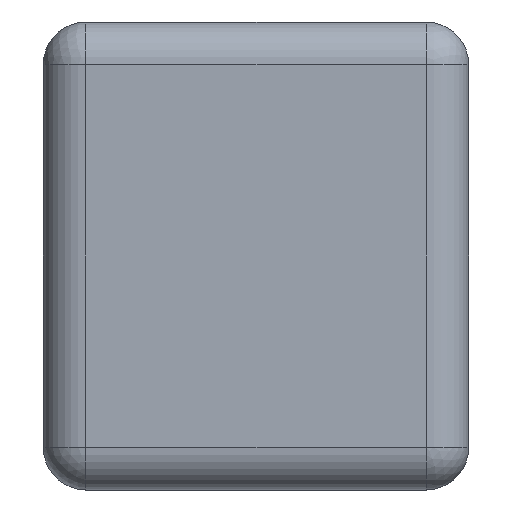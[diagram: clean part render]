
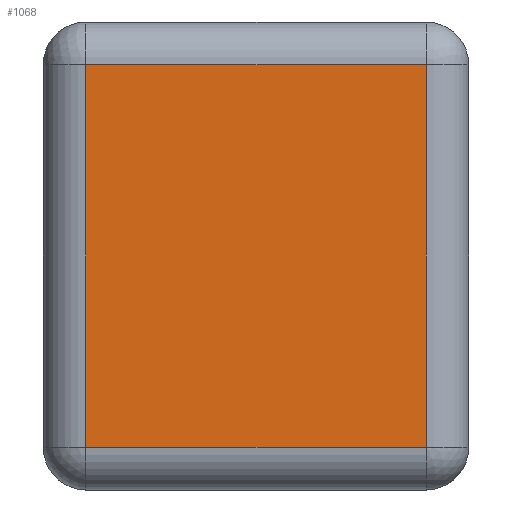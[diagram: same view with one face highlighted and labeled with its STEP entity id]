
A CAD part, left-side view. The second image highlights one B-rep face of the part: STEP entity #1068.
In plain terms, the highlighted planar face has unit normal (-1, 0, 0).
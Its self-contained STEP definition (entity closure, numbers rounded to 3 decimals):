
#48=PLANE('',#1241);
#131=FACE_OUTER_BOUND('',#207,.T.);
#207=EDGE_LOOP('',(#956,#957,#958,#959));
#263=LINE('',#1948,#327);
#265=LINE('',#1951,#329);
#267=LINE('',#1954,#331);
#271=LINE('',#1960,#335);
#327=VECTOR('',#1599,10.);
#329=VECTOR('',#1603,10.);
#331=VECTOR('',#1607,10.);
#335=VECTOR('',#1615,10.);
#486=VERTEX_POINT('',#1881);
#488=VERTEX_POINT('',#1887);
#492=VERTEX_POINT('',#1898);
#497=VERTEX_POINT('',#1916);
#647=EDGE_CURVE('',#492,#497,#263,.T.);
#649=EDGE_CURVE('',#497,#488,#265,.T.);
#651=EDGE_CURVE('',#486,#492,#267,.T.);
#655=EDGE_CURVE('',#488,#486,#271,.T.);
#956=ORIENTED_EDGE('',*,*,#647,.F.);
#957=ORIENTED_EDGE('',*,*,#651,.F.);
#958=ORIENTED_EDGE('',*,*,#655,.F.);
#959=ORIENTED_EDGE('',*,*,#649,.F.);
#1068=ADVANCED_FACE('',(#131),#48,.T.);
#1241=AXIS2_PLACEMENT_3D('',#1965,#1624,#1625);
#1599=DIRECTION('',(0.,0.,1.));
#1603=DIRECTION('',(0.,-1.,0.));
#1607=DIRECTION('',(0.,1.,0.));
#1615=DIRECTION('',(0.,0.,-1.));
#1624=DIRECTION('center_axis',(-1.,0.,0.));
#1625=DIRECTION('ref_axis',(0.,1.,0.));
#1881=CARTESIAN_POINT('',(0.,0.5,-5.));
#1887=CARTESIAN_POINT('',(0.,0.5,-0.5));
#1898=CARTESIAN_POINT('',(0.,4.5,-5.));
#1916=CARTESIAN_POINT('',(0.,4.5,-0.5));
#1948=CARTESIAN_POINT('',(0.,4.5,0.));
#1951=CARTESIAN_POINT('',(0.,1.25,-0.5));
#1954=CARTESIAN_POINT('',(0.,1.25,-5.));
#1960=CARTESIAN_POINT('',(0.,0.5,0.));
#1965=CARTESIAN_POINT('Origin',(0.,0.,0.));
